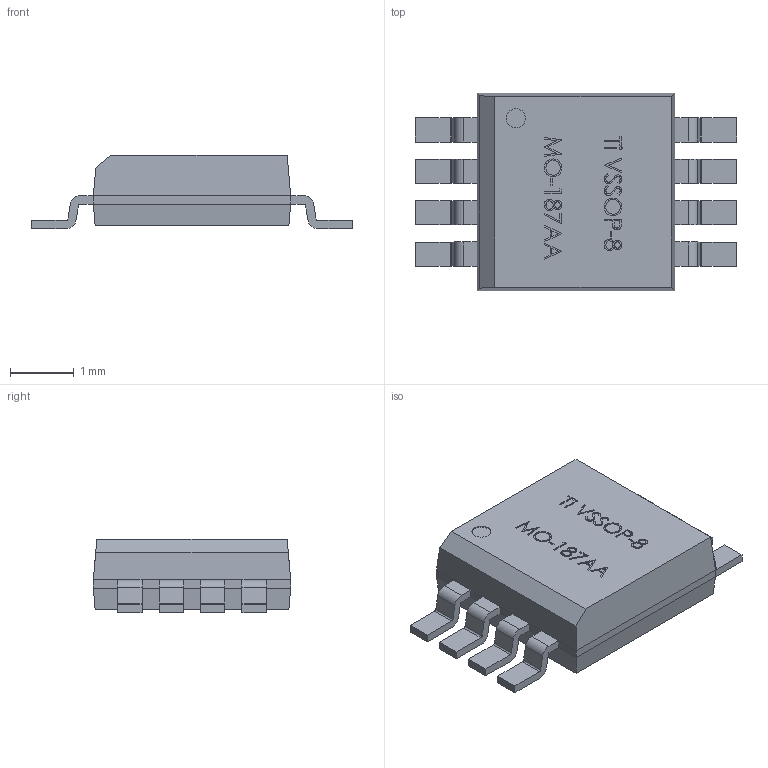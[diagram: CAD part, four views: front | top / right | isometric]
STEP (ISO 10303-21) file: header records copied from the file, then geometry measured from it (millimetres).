
FILE_DESCRIPTION(('FreeCAD Model'),'2;1');
FILE_NAME('User Library-SOP50P310X110-8N[VSSOP_DGK_MO-187AA].step','2020-01-22T21:57:44' ,('kicad StepUp'),('ksu MCAD'),'Open CASCADE STEP processor 7.3', 'FreeCAD','Unknown');
FILE_SCHEMA(('AUTOMOTIVE_DESIGN { 1 0 10303 214 1 1 1 1 }'));
Length unit declared in the file: millimetre
Products named in the file (1): User_Library-SOP50P310X110-8N[VSSOP_DGK_MO-187AA]
Bounding box: 5.04 x 3.1 x 1.15 mm (x, y, z)
Volume: 10.7 mm3; surface area: 41.7 mm2
Topology: 1 solids, 1 shells, 333 faces, 869 edges, 566 vertices
Faces by surface type: plane 209, bspline 90, cylinder 34
Entity records: 17273 total; most frequent: CARTESIAN_POINT 7315, ORIENTED_EDGE 1738, DIRECTION 1245, EDGE_CURVE 869, LINE 621, VECTOR 621, VERTEX_POINT 566, FACE_BOUND 361
